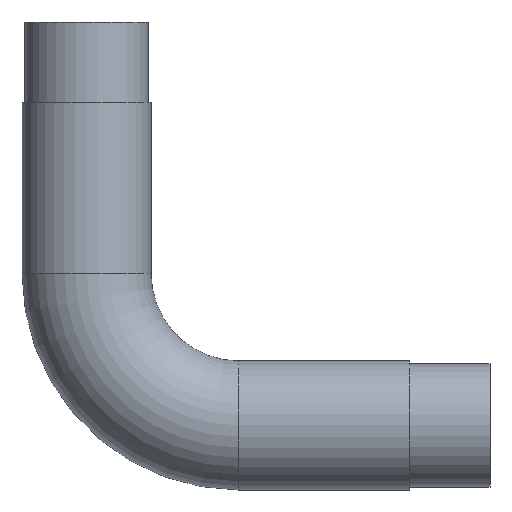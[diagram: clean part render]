
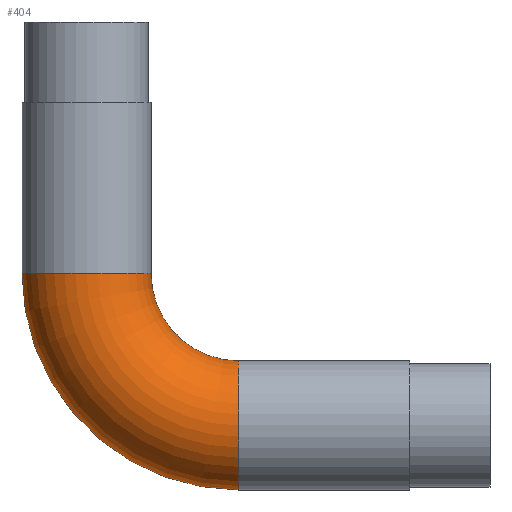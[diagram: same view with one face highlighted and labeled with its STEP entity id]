
A CAD part, front view. The second image highlights one B-rep face of the part: STEP entity #404.
In plain terms, the highlighted toroidal (fillet/blend) face has major radius 57 mm and minor radius 24.15 mm.
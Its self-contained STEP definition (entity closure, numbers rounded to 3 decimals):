
#15 = CIRCLE ( 'NONE', #99, 24.15 ) ;
#22 = EDGE_CURVE ( 'NONE', #548, #259, #280, .T. ) ;
#28 = DIRECTION ( 'NONE',  ( 0., 0., 1. ) ) ;
#55 = DIRECTION ( 'NONE',  ( 0., -1., 0. ) ) ;
#56 = ORIENTED_EDGE ( 'NONE', *, *, #450, .T. ) ;
#69 = CARTESIAN_POINT ( 'NONE',  ( -24.15, 0., 38. ) ) ;
#70 = ORIENTED_EDGE ( 'NONE', *, *, #112, .F. ) ;
#85 = DIRECTION ( 'NONE',  ( 0., 0., -1. ) ) ;
#95 = CARTESIAN_POINT ( 'NONE',  ( 57., 0., 38. ) ) ;
#99 = AXIS2_PLACEMENT_3D ( 'NONE', #387, #610, #667 ) ;
#112 = EDGE_CURVE ( 'NONE', #413, #548, #152, .T. ) ;
#152 = CIRCLE ( 'NONE', #611, 24.15 ) ;
#166 = EDGE_CURVE ( 'NONE', #413, #470, #300, .T. ) ;
#191 = CARTESIAN_POINT ( 'NONE',  ( 24.15, 0., 38. ) ) ;
#215 = CARTESIAN_POINT ( 'NONE',  ( 57., 0., 5.15 ) ) ;
#217 = TOROIDAL_SURFACE ( 'NONE', #471, 57., 24.15 ) ;
#227 = FACE_OUTER_BOUND ( 'NONE', #488, .T. ) ;
#259 = VERTEX_POINT ( 'NONE', #215 ) ;
#280 = CIRCLE ( 'NONE', #624, 32.85 ) ;
#291 = DIRECTION ( 'NONE',  ( 0., -1., 0. ) ) ;
#300 = CIRCLE ( 'NONE', #672, 81.15 ) ;
#316 = DIRECTION ( 'NONE',  ( 0., 0., -1. ) ) ;
#327 = CARTESIAN_POINT ( 'NONE',  ( 57., 0., 38. ) ) ;
#337 = CARTESIAN_POINT ( 'NONE',  ( 57., 0., 38. ) ) ;
#387 = CARTESIAN_POINT ( 'NONE',  ( 57., 0., -19. ) ) ;
#391 = CARTESIAN_POINT ( 'NONE',  ( 0., 0., 38. ) ) ;
#404 = ADVANCED_FACE ( 'NONE', ( #227 ), #217, .T. ) ;
#413 = VERTEX_POINT ( 'NONE', #69 ) ;
#427 = ORIENTED_EDGE ( 'NONE', *, *, #22, .F. ) ;
#449 = DIRECTION ( 'NONE',  ( 0., 0., -1. ) ) ;
#450 = EDGE_CURVE ( 'NONE', #470, #259, #15, .T. ) ;
#470 = VERTEX_POINT ( 'NONE', #563 ) ;
#471 = AXIS2_PLACEMENT_3D ( 'NONE', #327, #504, #449 ) ;
#488 = EDGE_LOOP ( 'NONE', ( #70, #497, #56, #427 ) ) ;
#497 = ORIENTED_EDGE ( 'NONE', *, *, #166, .T. ) ;
#504 = DIRECTION ( 'NONE',  ( 0., -1., 0. ) ) ;
#548 = VERTEX_POINT ( 'NONE', #191 ) ;
#562 = DIRECTION ( 'NONE',  ( 1., 0., 0. ) ) ;
#563 = CARTESIAN_POINT ( 'NONE',  ( 57., 0., -43.15 ) ) ;
#610 = DIRECTION ( 'NONE',  ( -1., 0., 0. ) ) ;
#611 = AXIS2_PLACEMENT_3D ( 'NONE', #391, #28, #562 ) ;
#624 = AXIS2_PLACEMENT_3D ( 'NONE', #337, #291, #85 ) ;
#667 = DIRECTION ( 'NONE',  ( 0., 0., 1. ) ) ;
#672 = AXIS2_PLACEMENT_3D ( 'NONE', #95, #55, #316 ) ;
